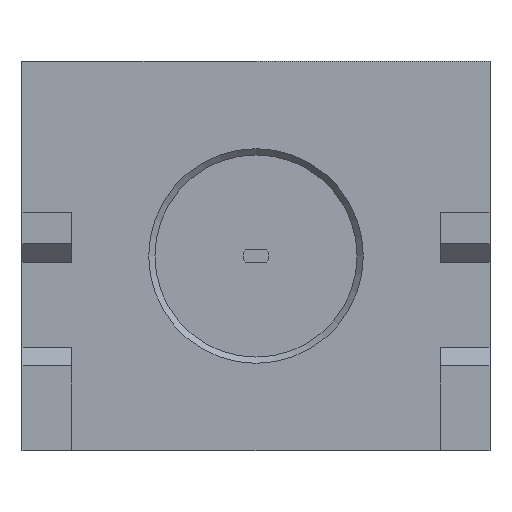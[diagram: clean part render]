
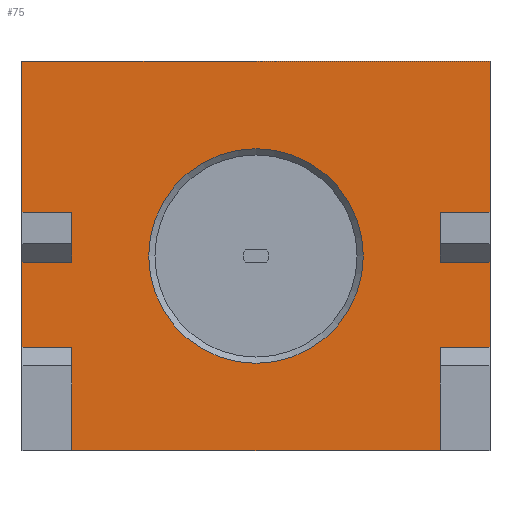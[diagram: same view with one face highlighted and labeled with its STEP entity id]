
A CAD part, left-side view. The second image highlights one B-rep face of the part: STEP entity #75.
In plain terms, the highlighted planar face has unit normal (-1, 0, 0).
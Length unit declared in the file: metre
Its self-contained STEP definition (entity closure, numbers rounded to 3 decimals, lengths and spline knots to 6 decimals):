
#75 = ADVANCED_FACE( '', ( #187, #188 ), #189, .T. );
#187 = FACE_OUTER_BOUND( '', #343, .T. );
#188 = FACE_BOUND( '', #344, .T. );
#189 = PLANE( '', #345 );
#343 = EDGE_LOOP( '', ( #1399, #1400, #1401, #1402, #1403, #1404, #1405, #1406, #1407, #1408, #1409, #1410, #1411, #1412, #1413, #1414 ) );
#344 = EDGE_LOOP( '', ( #1415 ) );
#345 = AXIS2_PLACEMENT_3D( '', #1416, #1417, #1418 );
#1399 = ORIENTED_EDGE( '', *, *, #1764, .F. );
#1400 = ORIENTED_EDGE( '', *, *, #1765, .T. );
#1401 = ORIENTED_EDGE( '', *, *, #1766, .T. );
#1402 = ORIENTED_EDGE( '', *, *, #1767, .F. );
#1403 = ORIENTED_EDGE( '', *, *, #1768, .F. );
#1404 = ORIENTED_EDGE( '', *, *, #1749, .T. );
#1405 = ORIENTED_EDGE( '', *, *, #1769, .F. );
#1406 = ORIENTED_EDGE( '', *, *, #1770, .T. );
#1407 = ORIENTED_EDGE( '', *, *, #1771, .T. );
#1408 = ORIENTED_EDGE( '', *, *, #1772, .F. );
#1409 = ORIENTED_EDGE( '', *, *, #1773, .F. );
#1410 = ORIENTED_EDGE( '', *, *, #1774, .T. );
#1411 = ORIENTED_EDGE( '', *, *, #1775, .T. );
#1412 = ORIENTED_EDGE( '', *, *, #1776, .T. );
#1413 = ORIENTED_EDGE( '', *, *, #1777, .T. );
#1414 = ORIENTED_EDGE( '', *, *, #1778, .F. );
#1415 = ORIENTED_EDGE( '', *, *, #1779, .F. );
#1416 = CARTESIAN_POINT( '', ( 0., 0., 0. ) );
#1417 = DIRECTION( '', ( -1., 0., 0. ) );
#1418 = DIRECTION( '', ( 0., 0., 1. ) );
#1749 = EDGE_CURVE( '', #1898, #1899, #1900, .T. );
#1764 = EDGE_CURVE( '', #1926, #1927, #1928, .T. );
#1765 = EDGE_CURVE( '', #1926, #1929, #1930, .T. );
#1766 = EDGE_CURVE( '', #1929, #1931, #1932, .T. );
#1767 = EDGE_CURVE( '', #1933, #1931, #1934, .T. );
#1768 = EDGE_CURVE( '', #1898, #1933, #1935, .T. );
#1769 = EDGE_CURVE( '', #1936, #1899, #1937, .T. );
#1770 = EDGE_CURVE( '', #1936, #1938, #1939, .T. );
#1771 = EDGE_CURVE( '', #1938, #1940, #1941, .T. );
#1772 = EDGE_CURVE( '', #1942, #1940, #1943, .T. );
#1773 = EDGE_CURVE( '', #1944, #1942, #1945, .T. );
#1774 = EDGE_CURVE( '', #1944, #1946, #1947, .T. );
#1775 = EDGE_CURVE( '', #1946, #1948, #1949, .T. );
#1776 = EDGE_CURVE( '', #1948, #1950, #1951, .T. );
#1777 = EDGE_CURVE( '', #1950, #1952, #1953, .T. );
#1778 = EDGE_CURVE( '', #1927, #1952, #1954, .T. );
#1779 = EDGE_CURVE( '', #1955, #1955, #1956, .T. );
#1898 = VERTEX_POINT( '', #2115 );
#1899 = VERTEX_POINT( '', #2116 );
#1900 = LINE( '', #2117, #2118 );
#1926 = VERTEX_POINT( '', #2153 );
#1927 = VERTEX_POINT( '', #2154 );
#1928 = LINE( '', #2155, #2156 );
#1929 = VERTEX_POINT( '', #2157 );
#1930 = LINE( '', #2158, #2159 );
#1931 = VERTEX_POINT( '', #2160 );
#1932 = LINE( '', #2161, #2162 );
#1933 = VERTEX_POINT( '', #2163 );
#1934 = LINE( '', #2164, #2165 );
#1935 = LINE( '', #2166, #2167 );
#1936 = VERTEX_POINT( '', #2168 );
#1937 = LINE( '', #2169, #2170 );
#1938 = VERTEX_POINT( '', #2171 );
#1939 = LINE( '', #2172, #2173 );
#1940 = VERTEX_POINT( '', #2174 );
#1941 = LINE( '', #2175, #2176 );
#1942 = VERTEX_POINT( '', #2177 );
#1943 = LINE( '', #2178, #2179 );
#1944 = VERTEX_POINT( '', #2180 );
#1945 = LINE( '', #2181, #2182 );
#1946 = VERTEX_POINT( '', #2183 );
#1947 = LINE( '', #2184, #2185 );
#1948 = VERTEX_POINT( '', #2186 );
#1949 = LINE( '', #2187, #2188 );
#1950 = VERTEX_POINT( '', #2189 );
#1951 = LINE( '', #2190, #2191 );
#1952 = VERTEX_POINT( '', #2192 );
#1953 = LINE( '', #2193, #2194 );
#1954 = LINE( '', #2195, #2196 );
#1955 = VERTEX_POINT( '', #2197 );
#1956 = CIRCLE( '', #2198, 0.002184 );
#2115 = CARTESIAN_POINT( '', ( 0., 0.003747, -0.003962 ) );
#2116 = CARTESIAN_POINT( '', ( 0., -0.003747, -0.003962 ) );
#2117 = CARTESIAN_POINT( '', ( 0., 0.004763, -0.003962 ) );
#2118 = VECTOR( '', #2860, 1. );
#2153 = CARTESIAN_POINT( '', ( 0., 0.003747, -0.000127 ) );
#2154 = CARTESIAN_POINT( '', ( 0., 0.003747, 0.000889 ) );
#2155 = CARTESIAN_POINT( '', ( 0., 0.003747, -0.000127 ) );
#2156 = VECTOR( '', #2879, 1. );
#2157 = CARTESIAN_POINT( '', ( 0., 0.004763, -0.000127 ) );
#2158 = CARTESIAN_POINT( '', ( 0., 0.003747, -0.000127 ) );
#2159 = VECTOR( '', #2880, 1. );
#2160 = CARTESIAN_POINT( '', ( 0., 0.004763, -0.001854 ) );
#2161 = CARTESIAN_POINT( '', ( 0., 0.004763, 0.003962 ) );
#2162 = VECTOR( '', #2881, 1. );
#2163 = CARTESIAN_POINT( '', ( 0., 0.003747, -0.001854 ) );
#2164 = CARTESIAN_POINT( '', ( 0., 0.003747, -0.001854 ) );
#2165 = VECTOR( '', #2882, 1. );
#2166 = CARTESIAN_POINT( '', ( 0., 0.003747, -0.003962 ) );
#2167 = VECTOR( '', #2883, 1. );
#2168 = CARTESIAN_POINT( '', ( 0., -0.003747, -0.001854 ) );
#2169 = CARTESIAN_POINT( '', ( 0., -0.003747, -0.001854 ) );
#2170 = VECTOR( '', #2884, 1. );
#2171 = CARTESIAN_POINT( '', ( 0., -0.004763, -0.001854 ) );
#2172 = CARTESIAN_POINT( '', ( 0., -0.003747, -0.001854 ) );
#2173 = VECTOR( '', #2885, 1. );
#2174 = CARTESIAN_POINT( '', ( 0., -0.004763, -0.000127 ) );
#2175 = CARTESIAN_POINT( '', ( 0., -0.004763, -0.003962 ) );
#2176 = VECTOR( '', #2886, 1. );
#2177 = CARTESIAN_POINT( '', ( 0., -0.003747, -0.000127 ) );
#2178 = CARTESIAN_POINT( '', ( 0., -0.003747, -0.000127 ) );
#2179 = VECTOR( '', #2887, 1. );
#2180 = CARTESIAN_POINT( '', ( 0., -0.003747, 0.000889 ) );
#2181 = CARTESIAN_POINT( '', ( 0., -0.003747, 0.000889 ) );
#2182 = VECTOR( '', #2888, 1. );
#2183 = CARTESIAN_POINT( '', ( 0., -0.004763, 0.000889 ) );
#2184 = CARTESIAN_POINT( '', ( 0., -0.003747, 0.000889 ) );
#2185 = VECTOR( '', #2889, 1. );
#2186 = CARTESIAN_POINT( '', ( 0., -0.004763, 0.003962 ) );
#2187 = CARTESIAN_POINT( '', ( 0., -0.004763, -0.003962 ) );
#2188 = VECTOR( '', #2890, 1. );
#2189 = CARTESIAN_POINT( '', ( 0., 0.004763, 0.003962 ) );
#2190 = CARTESIAN_POINT( '', ( 0., -0.004763, 0.003962 ) );
#2191 = VECTOR( '', #2891, 1. );
#2192 = CARTESIAN_POINT( '', ( 0., 0.004763, 0.000889 ) );
#2193 = CARTESIAN_POINT( '', ( 0., 0.004763, 0.003962 ) );
#2194 = VECTOR( '', #2892, 1. );
#2195 = CARTESIAN_POINT( '', ( 0., 0.003747, 0.000889 ) );
#2196 = VECTOR( '', #2893, 1. );
#2197 = CARTESIAN_POINT( '', ( 0., 0., 0.002184 ) );
#2198 = AXIS2_PLACEMENT_3D( '', #2894, #2895, #2896 );
#2860 = DIRECTION( '', ( 0., -1., 0. ) );
#2879 = DIRECTION( '', ( 0., 0., 1. ) );
#2880 = DIRECTION( '', ( 0., 1., 0. ) );
#2881 = DIRECTION( '', ( 0., 0., -1. ) );
#2882 = DIRECTION( '', ( 0., 1., 0. ) );
#2883 = DIRECTION( '', ( 0., 0., 1. ) );
#2884 = DIRECTION( '', ( 0., 0., -1. ) );
#2885 = DIRECTION( '', ( 0., -1., 0. ) );
#2886 = DIRECTION( '', ( 0., 0., 1. ) );
#2887 = DIRECTION( '', ( 0., -1., 0. ) );
#2888 = DIRECTION( '', ( 0., 0., -1. ) );
#2889 = DIRECTION( '', ( 0., -1., 0. ) );
#2890 = DIRECTION( '', ( 0., 0., 1. ) );
#2891 = DIRECTION( '', ( 0., 1., 0. ) );
#2892 = DIRECTION( '', ( 0., 0., -1. ) );
#2893 = DIRECTION( '', ( 0., 1., 0. ) );
#2894 = CARTESIAN_POINT( '', ( 0., 0., 0. ) );
#2895 = DIRECTION( '', ( -1., 0., 0. ) );
#2896 = DIRECTION( '', ( 0., 0., 1. ) );
